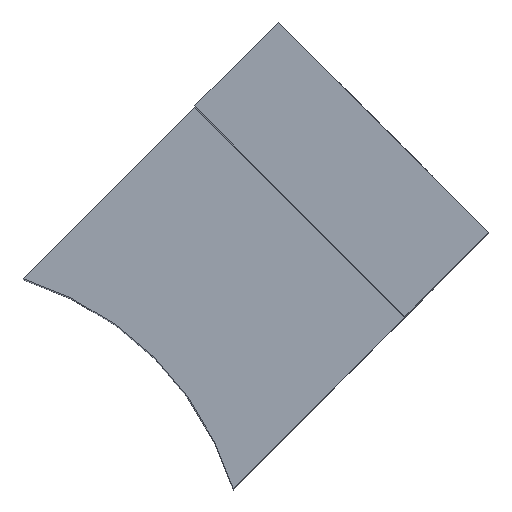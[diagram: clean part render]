
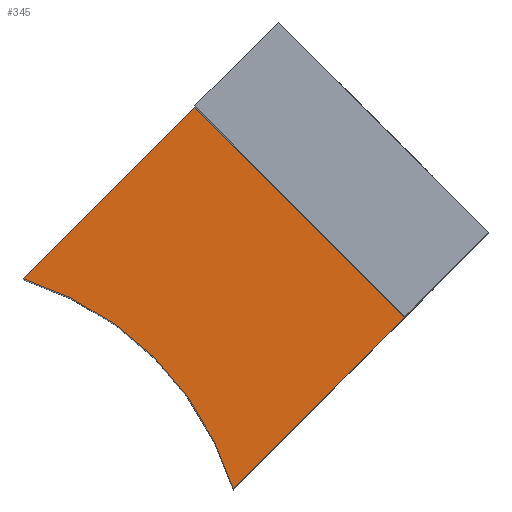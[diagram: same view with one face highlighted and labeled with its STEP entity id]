
A CAD part, top view. The second image highlights one B-rep face of the part: STEP entity #345.
In plain terms, the highlighted planar face has unit normal (0, 0, 1).
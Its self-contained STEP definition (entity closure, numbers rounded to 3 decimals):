
#27=CIRCLE('',#381,8.);
#37=FACE_OUTER_BOUND('',#58,.T.);
#58=EDGE_LOOP('',(#268,#269,#270,#271,#272,#273));
#74=LINE('',#506,#114);
#92=LINE('',#545,#132);
#93=LINE('',#547,#133);
#94=LINE('',#551,#134);
#95=LINE('',#552,#135);
#114=VECTOR('',#410,10.);
#132=VECTOR('',#442,10.);
#133=VECTOR('',#443,10.);
#134=VECTOR('',#446,10.);
#135=VECTOR('',#447,10.);
#155=VERTEX_POINT('',#502);
#157=VERTEX_POINT('',#505);
#171=VERTEX_POINT('',#544);
#172=VERTEX_POINT('',#546);
#173=VERTEX_POINT('',#548);
#174=VERTEX_POINT('',#550);
#189=EDGE_CURVE('',#157,#155,#74,.T.);
#209=EDGE_CURVE('',#171,#155,#92,.T.);
#210=EDGE_CURVE('',#171,#172,#93,.T.);
#211=EDGE_CURVE('',#173,#172,#27,.T.);
#212=EDGE_CURVE('',#173,#174,#94,.T.);
#213=EDGE_CURVE('',#157,#174,#95,.T.);
#268=ORIENTED_EDGE('',*,*,#209,.F.);
#269=ORIENTED_EDGE('',*,*,#210,.T.);
#270=ORIENTED_EDGE('',*,*,#211,.F.);
#271=ORIENTED_EDGE('',*,*,#212,.T.);
#272=ORIENTED_EDGE('',*,*,#213,.F.);
#273=ORIENTED_EDGE('',*,*,#189,.T.);
#332=PLANE('',#380);
#345=ADVANCED_FACE('',(#37),#332,.T.);
#380=AXIS2_PLACEMENT_3D('',#543,#440,#441);
#381=AXIS2_PLACEMENT_3D('',#549,#444,#445);
#410=DIRECTION('',(-0.707,0.707,0.));
#440=DIRECTION('center_axis',(0.,0.,1.));
#441=DIRECTION('ref_axis',(1.,0.,0.));
#442=DIRECTION('',(0.707,0.707,0.));
#443=DIRECTION('',(-0.707,-0.707,0.));
#444=DIRECTION('center_axis',(0.,0.,1.));
#445=DIRECTION('ref_axis',(1.,0.,0.));
#446=DIRECTION('',(0.707,0.707,0.));
#447=DIRECTION('',(-0.707,-0.707,0.));
#502=CARTESIAN_POINT('',(6.679,11.988,11.8));
#505=CARTESIAN_POINT('',(11.988,6.679,11.8));
#506=CARTESIAN_POINT('',(9.334,9.334,11.8));
#543=CARTESIAN_POINT('Origin',(5.673,5.673,11.8));
#544=CARTESIAN_POINT('',(4.692,10.,11.8));
#545=CARTESIAN_POINT('',(5.478,10.786,11.8));
#546=CARTESIAN_POINT('',(2.341,7.65,11.8));
#547=CARTESIAN_POINT('',(3.855,9.164,11.8));
#548=CARTESIAN_POINT('',(7.65,2.341,11.8));
#549=CARTESIAN_POINT('Origin',(0.,0.,11.8));
#550=CARTESIAN_POINT('',(10.,4.692,11.8));
#551=CARTESIAN_POINT('',(8.327,3.019,11.8));
#552=CARTESIAN_POINT('',(10.786,5.478,11.8));
